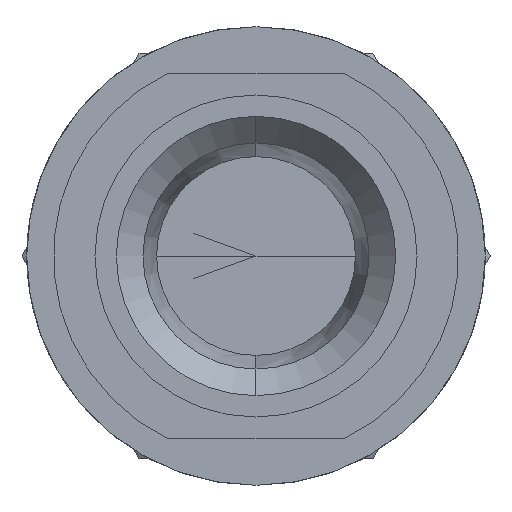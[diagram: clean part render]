
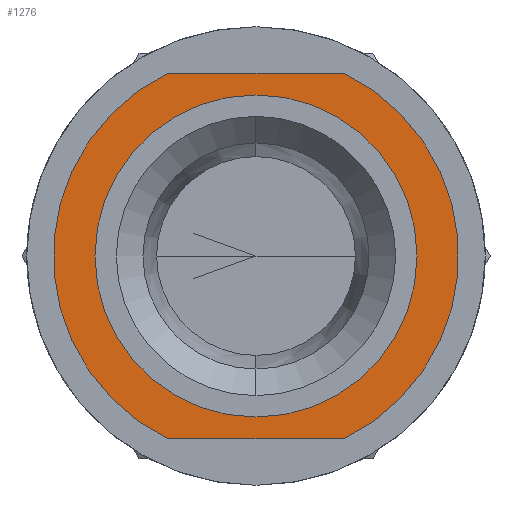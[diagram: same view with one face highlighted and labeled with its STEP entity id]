
A CAD part, left-side view. The second image highlights one B-rep face of the part: STEP entity #1276.
In plain terms, the highlighted planar face has unit normal (-1, 0, 0).
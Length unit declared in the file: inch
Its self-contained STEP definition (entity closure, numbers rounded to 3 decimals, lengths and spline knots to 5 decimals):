
#65 = CARTESIAN_POINT ( 'NONE',  ( -0.155, 0., 0.124 ) ) ;
#125 = ORIENTED_EDGE ( 'NONE', *, *, #1126, .F. ) ;
#155 = ORIENTED_EDGE ( 'NONE', *, *, #3006, .F. ) ;
#199 = FACE_OUTER_BOUND ( 'NONE', #2371, .T. ) ;
#204 = LINE ( 'NONE', #593, #652 ) ;
#276 = AXIS2_PLACEMENT_3D ( 'NONE', #2225, #2205, #537 ) ;
#299 = ORIENTED_EDGE ( 'NONE', *, *, #3001, .F. ) ;
#344 = VECTOR ( 'NONE', #2748, 39.37008 ) ;
#392 = CARTESIAN_POINT ( 'NONE',  ( -0.155, 0., -0.124 ) ) ;
#441 = DIRECTION ( 'NONE',  ( -1., 0., 0. ) ) ;
#448 = CIRCLE ( 'NONE', #647, 0.156 ) ;
#453 = CARTESIAN_POINT ( 'NONE',  ( -0.155, -0.06779, 0.1405 ) ) ;
#454 = VERTEX_POINT ( 'NONE', #65 ) ;
#537 = DIRECTION ( 'NONE',  ( 0., 0., -1. ) ) ;
#556 = VERTEX_POINT ( 'NONE', #1850 ) ;
#581 = EDGE_LOOP ( 'NONE', ( #2648, #299 ) ) ;
#593 = CARTESIAN_POINT ( 'NONE',  ( -0.155, -0.06779, -0.1405 ) ) ;
#647 = AXIS2_PLACEMENT_3D ( 'NONE', #678, #441, #936 ) ;
#652 = VECTOR ( 'NONE', #2830, 39.37008 ) ;
#676 = AXIS2_PLACEMENT_3D ( 'NONE', #963, #1506, #1556 ) ;
#678 = CARTESIAN_POINT ( 'NONE',  ( -0.155, 0., 0. ) ) ;
#733 = ORIENTED_EDGE ( 'NONE', *, *, #1672, .T. ) ;
#738 = VERTEX_POINT ( 'NONE', #392 ) ;
#814 = VERTEX_POINT ( 'NONE', #453 ) ;
#856 = CIRCLE ( 'NONE', #676, 0.124 ) ;
#869 = LINE ( 'NONE', #2490, #344 ) ;
#936 = DIRECTION ( 'NONE',  ( 0., 0., -1. ) ) ;
#954 = VERTEX_POINT ( 'NONE', #3262 ) ;
#963 = CARTESIAN_POINT ( 'NONE',  ( -0.155, 0., 0. ) ) ;
#974 = CARTESIAN_POINT ( 'NONE',  ( -0.155, -0.156, 0. ) ) ;
#1013 = EDGE_CURVE ( 'NONE', #738, #454, #856, .T. ) ;
#1126 = EDGE_CURVE ( 'NONE', #954, #556, #204, .T. ) ;
#1276 = ADVANCED_FACE ( 'NONE', ( #1693, #199 ), #2106, .F. ) ;
#1328 = CARTESIAN_POINT ( 'NONE',  ( -0.155, 0.06779, 0.1405 ) ) ;
#1429 = VERTEX_POINT ( 'NONE', #1328 ) ;
#1506 = DIRECTION ( 'NONE',  ( -1., 0., 0. ) ) ;
#1556 = DIRECTION ( 'NONE',  ( 0., 0., -1. ) ) ;
#1595 = DIRECTION ( 'NONE',  ( 1., 0., 0. ) ) ;
#1672 = EDGE_CURVE ( 'NONE', #1429, #556, #448, .T. ) ;
#1693 = FACE_BOUND ( 'NONE', #581, .T. ) ;
#1850 = CARTESIAN_POINT ( 'NONE',  ( -0.155, 0.06779, -0.1405 ) ) ;
#2075 = DIRECTION ( 'NONE',  ( 0., 0., -1. ) ) ;
#2098 = CARTESIAN_POINT ( 'NONE',  ( -0.155, 0., 0. ) ) ;
#2106 = PLANE ( 'NONE',  #2918 ) ;
#2173 = CIRCLE ( 'NONE', #276, 0.124 ) ;
#2205 = DIRECTION ( 'NONE',  ( -1., 0., 0. ) ) ;
#2225 = CARTESIAN_POINT ( 'NONE',  ( -0.155, 0., 0. ) ) ;
#2301 = EDGE_CURVE ( 'NONE', #954, #814, #2311, .T. ) ;
#2311 = CIRCLE ( 'NONE', #2549, 0.156 ) ;
#2369 = DIRECTION ( 'NONE',  ( -1., 0., 0. ) ) ;
#2371 = EDGE_LOOP ( 'NONE', ( #2707, #155, #733, #125 ) ) ;
#2490 = CARTESIAN_POINT ( 'NONE',  ( -0.155, -0.06779, 0.1405 ) ) ;
#2549 = AXIS2_PLACEMENT_3D ( 'NONE', #2098, #2369, #2075 ) ;
#2648 = ORIENTED_EDGE ( 'NONE', *, *, #1013, .F. ) ;
#2696 = DIRECTION ( 'NONE',  ( 0., 0., 1. ) ) ;
#2707 = ORIENTED_EDGE ( 'NONE', *, *, #2301, .T. ) ;
#2748 = DIRECTION ( 'NONE',  ( 0., -1., 0. ) ) ;
#2830 = DIRECTION ( 'NONE',  ( 0., 1., 0. ) ) ;
#2918 = AXIS2_PLACEMENT_3D ( 'NONE', #974, #1595, #2696 ) ;
#3001 = EDGE_CURVE ( 'NONE', #454, #738, #2173, .T. ) ;
#3006 = EDGE_CURVE ( 'NONE', #1429, #814, #869, .T. ) ;
#3262 = CARTESIAN_POINT ( 'NONE',  ( -0.155, -0.06779, -0.1405 ) ) ;
